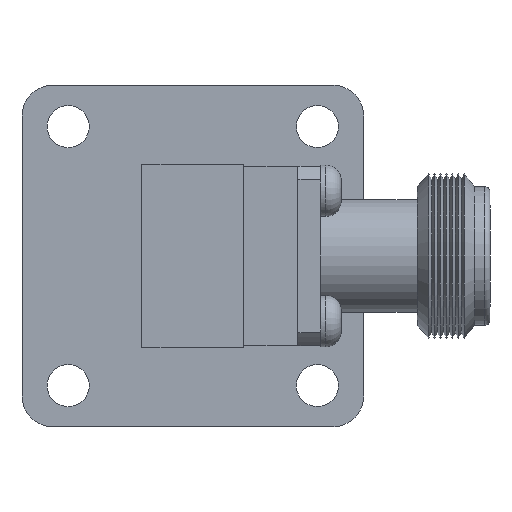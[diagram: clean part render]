
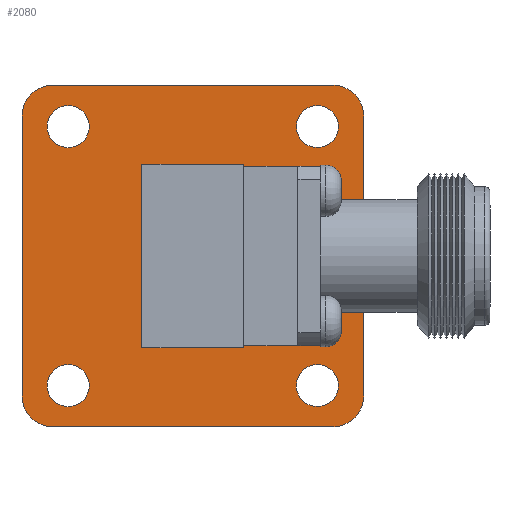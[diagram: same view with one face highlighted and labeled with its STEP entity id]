
A CAD part, left-side view. The second image highlights one B-rep face of the part: STEP entity #2080.
In plain terms, the highlighted planar face has unit normal (-1, 0, 0).
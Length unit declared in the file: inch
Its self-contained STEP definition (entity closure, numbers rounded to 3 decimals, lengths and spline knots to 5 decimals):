
#31 = DIRECTION ( 'NONE',  ( 0., 0., -1. ) ) ;
#40 = AXIS2_PLACEMENT_3D ( 'NONE', #4505, #2397, #292 ) ;
#48 = LINE ( 'NONE', #341, #2716 ) ;
#55 = EDGE_LOOP ( 'NONE', ( #2650, #2417, #2534, #2758, #4313, #2193, #2181, #1845 ) ) ;
#117 = VERTEX_POINT ( 'NONE', #359 ) ;
#125 = VERTEX_POINT ( 'NONE', #3170 ) ;
#171 = EDGE_CURVE ( 'NONE', #802, #4042, #968, .T. ) ;
#227 = DIRECTION ( 'NONE',  ( 1., 0., 0. ) ) ;
#242 = VERTEX_POINT ( 'NONE', #818 ) ;
#266 = DIRECTION ( 'NONE',  ( 1., 0., 0. ) ) ;
#292 = DIRECTION ( 'NONE',  ( 0., 0., -1. ) ) ;
#293 = DIRECTION ( 'NONE',  ( 0., -1., 0. ) ) ;
#298 = ORIENTED_EDGE ( 'NONE', *, *, #2463, .T. ) ;
#318 = ORIENTED_EDGE ( 'NONE', *, *, #2172, .T. ) ;
#328 = CIRCLE ( 'NONE', #4009, 0.08072 ) ;
#341 = CARTESIAN_POINT ( 'NONE',  ( -0.19685, -0.19537, 0.35112 ) ) ;
#359 = CARTESIAN_POINT ( 'NONE',  ( -0.19685, 0.53707, 0.65519 ) ) ;
#360 = VECTOR ( 'NONE', #293, 39.37008 ) ;
#361 = FACE_OUTER_BOUND ( 'NONE', #55, .T. ) ;
#470 = VERTEX_POINT ( 'NONE', #2128 ) ;
#510 = AXIS2_PLACEMENT_3D ( 'NONE', #994, #3459, #1353 ) ;
#538 = ORIENTED_EDGE ( 'NONE', *, *, #1077, .F. ) ;
#563 = PLANE ( 'NONE',  #1383 ) ;
#661 = CIRCLE ( 'NONE', #1196, 0.11811 ) ;
#703 = EDGE_CURVE ( 'NONE', #242, #2678, #2941, .T. ) ;
#704 = CIRCLE ( 'NONE', #510, 0.11811 ) ;
#706 = DIRECTION ( 'NONE',  ( 0., 0., 1. ) ) ;
#707 = DIRECTION ( 'NONE',  ( 0., 0., 1. ) ) ;
#762 = CARTESIAN_POINT ( 'NONE',  ( -0.19685, 0.19537, 0.35112 ) ) ;
#792 = EDGE_CURVE ( 'NONE', #2678, #802, #48, .T. ) ;
#802 = VERTEX_POINT ( 'NONE', #2106 ) ;
#818 = CARTESIAN_POINT ( 'NONE',  ( -0.19685, 0.19537, -0.35112 ) ) ;
#884 = CARTESIAN_POINT ( 'NONE',  ( -0.19685, 0.65518, 0.53708 ) ) ;
#968 = LINE ( 'NONE', #1737, #2723 ) ;
#994 = CARTESIAN_POINT ( 'NONE',  ( -0.19685, 0.53707, 0.53708 ) ) ;
#1016 = CIRCLE ( 'NONE', #40, 0.08072 ) ;
#1033 = VECTOR ( 'NONE', #2776, 39.37008 ) ;
#1037 = CARTESIAN_POINT ( 'NONE',  ( -0.19685, -0.53756, 0.65519 ) ) ;
#1077 = EDGE_CURVE ( 'NONE', #4042, #242, #1438, .T. ) ;
#1145 = VERTEX_POINT ( 'NONE', #2932 ) ;
#1196 = AXIS2_PLACEMENT_3D ( 'NONE', #3535, #1432, #3890 ) ;
#1204 = VERTEX_POINT ( 'NONE', #1550 ) ;
#1206 = ORIENTED_EDGE ( 'NONE', *, *, #3974, .T. ) ;
#1292 = FACE_BOUND ( 'NONE', #4489, .T. ) ;
#1321 = DIRECTION ( 'NONE',  ( 1., 0., 0. ) ) ;
#1347 = DIRECTION ( 'NONE',  ( 1., 0., 0. ) ) ;
#1353 = DIRECTION ( 'NONE',  ( 0., 0., -1. ) ) ;
#1383 = AXIS2_PLACEMENT_3D ( 'NONE', #3351, #4077, #1955 ) ;
#1403 = LINE ( 'NONE', #3471, #4100 ) ;
#1414 = VERTEX_POINT ( 'NONE', #884 ) ;
#1428 = EDGE_CURVE ( 'NONE', #3171, #3171, #328, .T. ) ;
#1432 = DIRECTION ( 'NONE',  ( 1., 0., 0. ) ) ;
#1438 = LINE ( 'NONE', #2241, #4255 ) ;
#1550 = CARTESIAN_POINT ( 'NONE',  ( -0.19685, -0.47789, 0.41599 ) ) ;
#1662 = CARTESIAN_POINT ( 'NONE',  ( -0.19685, -0.19537, -0.35112 ) ) ;
#1674 = VERTEX_POINT ( 'NONE', #2626 ) ;
#1737 = CARTESIAN_POINT ( 'NONE',  ( -0.19685, -0.19537, 0.35112 ) ) ;
#1845 = ORIENTED_EDGE ( 'NONE', *, *, #3189, .F. ) ;
#1955 = DIRECTION ( 'NONE',  ( 0., 0., -1. ) ) ;
#2014 = EDGE_LOOP ( 'NONE', ( #4025 ) ) ;
#2041 = VECTOR ( 'NONE', #3860, 39.37008 ) ;
#2071 = LINE ( 'NONE', #1037, #1033 ) ;
#2080 = ADVANCED_FACE ( 'NONE', ( #361, #4106, #4007, #1292, #3047, #2124 ), #563, .F. ) ;
#2106 = CARTESIAN_POINT ( 'NONE',  ( -0.19685, -0.19537, 0.35112 ) ) ;
#2121 = DIRECTION ( 'NONE',  ( 1., 0., 0. ) ) ;
#2124 = FACE_BOUND ( 'NONE', #3338, .T. ) ;
#2128 = CARTESIAN_POINT ( 'NONE',  ( -0.19685, -0.53756, 0.65519 ) ) ;
#2172 = EDGE_CURVE ( 'NONE', #4013, #4013, #3763, .T. ) ;
#2181 = ORIENTED_EDGE ( 'NONE', *, *, #3026, .F. ) ;
#2193 = ORIENTED_EDGE ( 'NONE', *, *, #3598, .F. ) ;
#2241 = CARTESIAN_POINT ( 'NONE',  ( -0.19685, 0.19537, 0.35112 ) ) ;
#2349 = ORIENTED_EDGE ( 'NONE', *, *, #171, .F. ) ;
#2373 = CARTESIAN_POINT ( 'NONE',  ( -0.19685, -0.47789, -0.4972 ) ) ;
#2397 = DIRECTION ( 'NONE',  ( 1., 0., 0. ) ) ;
#2417 = ORIENTED_EDGE ( 'NONE', *, *, #2565, .F. ) ;
#2463 = EDGE_CURVE ( 'NONE', #1204, #1204, #1016, .T. ) ;
#2472 = EDGE_CURVE ( 'NONE', #1414, #117, #704, .T. ) ;
#2504 = AXIS2_PLACEMENT_3D ( 'NONE', #2373, #266, #2714 ) ;
#2534 = ORIENTED_EDGE ( 'NONE', *, *, #2615, .F. ) ;
#2565 = EDGE_CURVE ( 'NONE', #3563, #1414, #1403, .T. ) ;
#2605 = CARTESIAN_POINT ( 'NONE',  ( -0.19685, 0.4779, 0.41599 ) ) ;
#2615 = EDGE_CURVE ( 'NONE', #1145, #3563, #4004, .T. ) ;
#2621 = AXIS2_PLACEMENT_3D ( 'NONE', #4239, #2121, #31 ) ;
#2626 = CARTESIAN_POINT ( 'NONE',  ( -0.19685, -0.47789, -0.57793 ) ) ;
#2650 = ORIENTED_EDGE ( 'NONE', *, *, #2472, .F. ) ;
#2675 = CARTESIAN_POINT ( 'NONE',  ( -0.19685, 0.4779, 0.49671 ) ) ;
#2678 = VERTEX_POINT ( 'NONE', #3209 ) ;
#2714 = DIRECTION ( 'NONE',  ( 0., 0., -1. ) ) ;
#2716 = VECTOR ( 'NONE', #707, 39.37008 ) ;
#2723 = VECTOR ( 'NONE', #3495, 39.37008 ) ;
#2758 = ORIENTED_EDGE ( 'NONE', *, *, #2984, .F. ) ;
#2776 = DIRECTION ( 'NONE',  ( 0., -1., 0. ) ) ;
#2790 = CARTESIAN_POINT ( 'NONE',  ( -0.19685, -0.65567, -0.53707 ) ) ;
#2857 = LINE ( 'NONE', #3123, #3576 ) ;
#2898 = VERTEX_POINT ( 'NONE', #3791 ) ;
#2909 = VERTEX_POINT ( 'NONE', #4500 ) ;
#2914 = EDGE_CURVE ( 'NONE', #2909, #2898, #3907, .T. ) ;
#2932 = CARTESIAN_POINT ( 'NONE',  ( -0.19685, 0.53707, -0.65518 ) ) ;
#2941 = LINE ( 'NONE', #1662, #360 ) ;
#2984 = EDGE_CURVE ( 'NONE', #2898, #1145, #2857, .T. ) ;
#3026 = EDGE_CURVE ( 'NONE', #470, #125, #661, .T. ) ;
#3047 = FACE_BOUND ( 'NONE', #2014, .T. ) ;
#3084 = ORIENTED_EDGE ( 'NONE', *, *, #792, .F. ) ;
#3085 = LINE ( 'NONE', #2790, #2041 ) ;
#3123 = CARTESIAN_POINT ( 'NONE',  ( -0.19685, 0.53707, -0.65518 ) ) ;
#3170 = CARTESIAN_POINT ( 'NONE',  ( -0.19685, -0.65567, 0.53708 ) ) ;
#3171 = VERTEX_POINT ( 'NONE', #2605 ) ;
#3189 = EDGE_CURVE ( 'NONE', #117, #470, #2071, .T. ) ;
#3209 = CARTESIAN_POINT ( 'NONE',  ( -0.19685, -0.19537, -0.35112 ) ) ;
#3261 = AXIS2_PLACEMENT_3D ( 'NONE', #3424, #1321, #3772 ) ;
#3300 = CARTESIAN_POINT ( 'NONE',  ( -0.19685, 0.4779, -0.57793 ) ) ;
#3338 = EDGE_LOOP ( 'NONE', ( #2349, #3084, #4069, #538 ) ) ;
#3351 = CARTESIAN_POINT ( 'NONE',  ( -0.19685, 0.53707, 0.53708 ) ) ;
#3424 = CARTESIAN_POINT ( 'NONE',  ( -0.19685, 0.4779, -0.4972 ) ) ;
#3455 = CARTESIAN_POINT ( 'NONE',  ( -0.19685, -0.53756, -0.53707 ) ) ;
#3459 = DIRECTION ( 'NONE',  ( 1., 0., 0. ) ) ;
#3471 = CARTESIAN_POINT ( 'NONE',  ( -0.19685, 0.65518, -0.53707 ) ) ;
#3495 = DIRECTION ( 'NONE',  ( 0., 1., 0. ) ) ;
#3535 = CARTESIAN_POINT ( 'NONE',  ( -0.19685, -0.53756, 0.53708 ) ) ;
#3563 = VERTEX_POINT ( 'NONE', #3845 ) ;
#3576 = VECTOR ( 'NONE', #3841, 39.37008 ) ;
#3598 = EDGE_CURVE ( 'NONE', #125, #2909, #3085, .T. ) ;
#3640 = AXIS2_PLACEMENT_3D ( 'NONE', #3455, #1347, #3801 ) ;
#3700 = DIRECTION ( 'NONE',  ( 0., 0., -1. ) ) ;
#3763 = CIRCLE ( 'NONE', #3261, 0.08072 ) ;
#3772 = DIRECTION ( 'NONE',  ( 0., 0., -1. ) ) ;
#3791 = CARTESIAN_POINT ( 'NONE',  ( -0.19685, -0.53756, -0.65518 ) ) ;
#3801 = DIRECTION ( 'NONE',  ( 0., 0., -1. ) ) ;
#3841 = DIRECTION ( 'NONE',  ( 0., 1., 0. ) ) ;
#3845 = CARTESIAN_POINT ( 'NONE',  ( -0.19685, 0.65518, -0.53707 ) ) ;
#3860 = DIRECTION ( 'NONE',  ( 0., 0., -1. ) ) ;
#3890 = DIRECTION ( 'NONE',  ( 0., 0., -1. ) ) ;
#3907 = CIRCLE ( 'NONE', #3640, 0.11811 ) ;
#3974 = EDGE_CURVE ( 'NONE', #1674, #1674, #4369, .T. ) ;
#4004 = CIRCLE ( 'NONE', #2621, 0.11811 ) ;
#4007 = FACE_BOUND ( 'NONE', #4292, .T. ) ;
#4009 = AXIS2_PLACEMENT_3D ( 'NONE', #2675, #227, #3700 ) ;
#4013 = VERTEX_POINT ( 'NONE', #3300 ) ;
#4025 = ORIENTED_EDGE ( 'NONE', *, *, #1428, .T. ) ;
#4042 = VERTEX_POINT ( 'NONE', #762 ) ;
#4069 = ORIENTED_EDGE ( 'NONE', *, *, #703, .F. ) ;
#4077 = DIRECTION ( 'NONE',  ( 1., 0., 0. ) ) ;
#4100 = VECTOR ( 'NONE', #706, 39.37008 ) ;
#4106 = FACE_BOUND ( 'NONE', #4203, .T. ) ;
#4203 = EDGE_LOOP ( 'NONE', ( #318 ) ) ;
#4239 = CARTESIAN_POINT ( 'NONE',  ( -0.19685, 0.53707, -0.53707 ) ) ;
#4255 = VECTOR ( 'NONE', #4349, 39.37008 ) ;
#4292 = EDGE_LOOP ( 'NONE', ( #1206 ) ) ;
#4313 = ORIENTED_EDGE ( 'NONE', *, *, #2914, .F. ) ;
#4349 = DIRECTION ( 'NONE',  ( 0., 0., -1. ) ) ;
#4369 = CIRCLE ( 'NONE', #2504, 0.08072 ) ;
#4489 = EDGE_LOOP ( 'NONE', ( #298 ) ) ;
#4500 = CARTESIAN_POINT ( 'NONE',  ( -0.19685, -0.65567, -0.53707 ) ) ;
#4505 = CARTESIAN_POINT ( 'NONE',  ( -0.19685, -0.47789, 0.49671 ) ) ;
